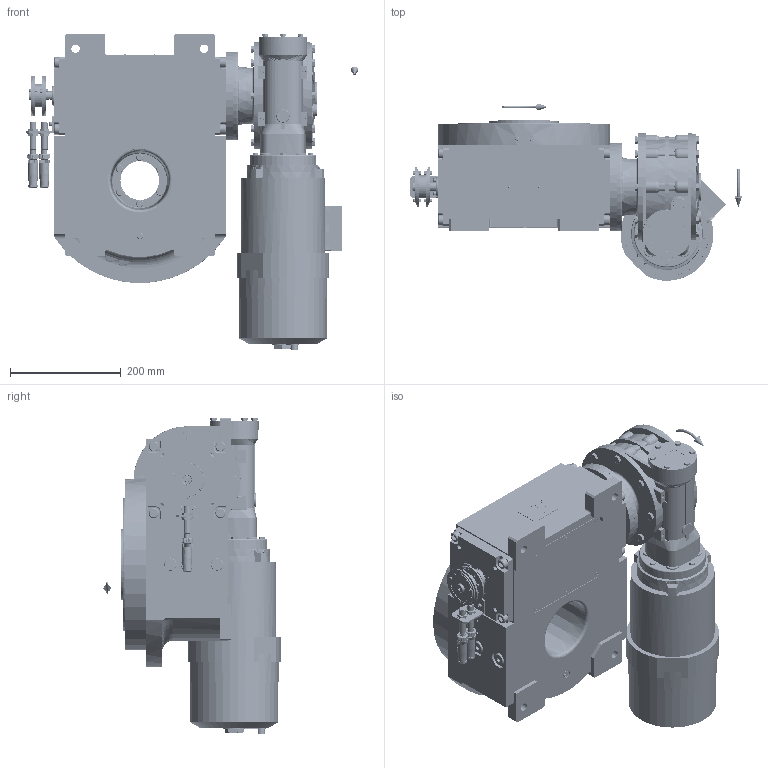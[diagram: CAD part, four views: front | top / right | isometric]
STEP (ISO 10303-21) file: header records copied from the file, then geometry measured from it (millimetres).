
FILE_DESCRIPTION (( 'STEP AP203' ), '1' );
FILE_NAME ('PC5201209.step', '2025-10-07T10:27:07', ( '' ), ( '' ), 'SwSTEP 2.0', 'SolidWorks 2020', '' );
FILE_SCHEMA (( 'CONFIG_CONTROL_DESIGN' ));
Length unit declared in the file: millimetre
Products named in the file (96): AS_900_38_30_003; cfn2107_01_001; cfn2000_01_126; AS_900_38_10_028; cfn2055_01_002; AS_rig09_016; cfn2155_01_095; cfn2000_01_081; cfn2003_01_054; cfn2070_05_009; rig09_016; AS_rig09_002_bl_008; CFN2104_02_018.stp; RIG09_021_AF0.stp; rig09_010_s_001; CFN2223_02_004.stp; rig09_003_6; cfn2128_19_002; 900_38_30_003; rig09_007_master; CFN2356_03_053.stp; rig09_071_6_m.stp; 900_00_00_005; freccia_angolare_albero; cfn2400_04_024; cfn2151_01_115; AS_900_00_00_005; RIG09_005_ASM.stp; cfn2276_01_056; olio_agip_blasia_150; rig09_001_a; 900_38_10_028; AS_cfn2476_01_002_60x46; freccia_angolare; AS_cfn2400_04_024; RIG09_005_AF0.stp; RMI85_F3_SX_80B14; AS_rig09_004; CFN2223_02_003.stp; cfn2401_02_005 ...
Assembly tree (88 placements, depth 5):
  CFN2223_02_004.stp
  rig09_007_master
  CFN2356_03_053.stp
  cfn2151_01_115
  cfn2276_01_056
Bounding box: 599.5 x 319.69 x 571.38 mm (x, y, z)
Volume: 15323674.7 mm3; surface area: 1832111.6 mm2
Topology: 76 solids, 77 shells, 5829 faces, 14770 edges, 9387 vertices
Faces by surface type: plane 2762, cylinder 1866, cone 940, torus 222, bspline 35, sphere 4
Entity records: 170055 total; most frequent: CARTESIAN_POINT 47093, ORIENTED_EDGE 23576, DIRECTION 23489, EDGE_CURVE 11788, AXIS2_PLACEMENT_3D 8607, VERTEX_POINT 7561, VECTOR 6275, LINE 6275
